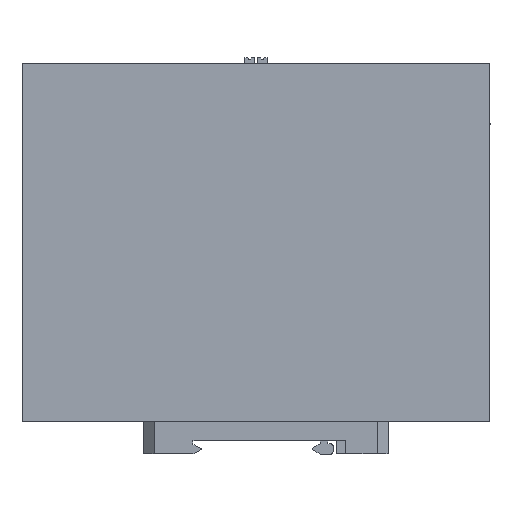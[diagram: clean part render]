
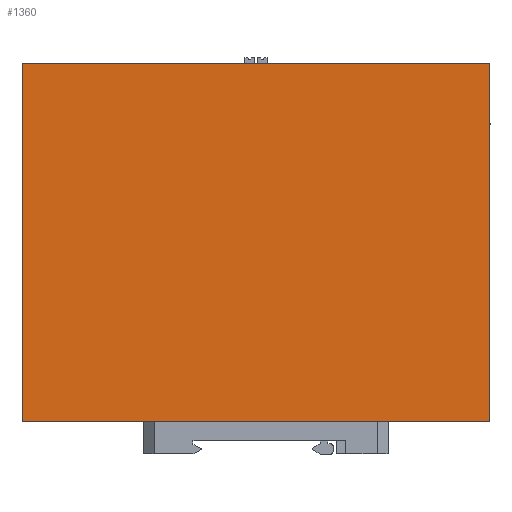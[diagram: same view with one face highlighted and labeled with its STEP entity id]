
A CAD part, left-side view. The second image highlights one B-rep face of the part: STEP entity #1360.
In plain terms, the highlighted planar face has unit normal (-1, 0, 0).
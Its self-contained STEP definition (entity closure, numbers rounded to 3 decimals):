
#1325=AXIS2_PLACEMENT_3D('Plane Axis2P3D',#1322,#1323,#1324) ;
#113=CARTESIAN_POINT('Vertex',(0.,130.,108.55)) ;
#127=CARTESIAN_POINT('Vertex',(0.,130.,9.1)) ;
#130=CARTESIAN_POINT('Line Origine',(0.,130.,58.825)) ;
#1322=CARTESIAN_POINT('Axis2P3D Location',(0.,65.,58.6)) ;
#1327=CARTESIAN_POINT('Line Origine',(0.,0.,58.85)) ;
#1331=CARTESIAN_POINT('Vertex',(0.,0.,9.1)) ;
#1333=CARTESIAN_POINT('Vertex',(0.,0.,108.6)) ;
#1336=CARTESIAN_POINT('Line Origine',(0.,65.,108.6)) ;
#1340=CARTESIAN_POINT('Vertex',(0.,130.,108.6)) ;
#1343=CARTESIAN_POINT('Line Origine',(0.,130.,108.575)) ;
#1348=CARTESIAN_POINT('Line Origine',(0.,65.,9.1)) ;
#131=DIRECTION('Vector Direction',(0.,0.,-1.)) ;
#1323=DIRECTION('Axis2P3D Direction',(-1.,0.,0.)) ;
#1324=DIRECTION('Axis2P3D XDirection',(0.,0.,-1.)) ;
#1328=DIRECTION('Vector Direction',(0.,0.,-1.)) ;
#1337=DIRECTION('Vector Direction',(0.,1.,0.)) ;
#1344=DIRECTION('Vector Direction',(0.,0.,-1.)) ;
#1349=DIRECTION('Vector Direction',(0.,1.,0.)) ;
#132=VECTOR('Line Direction',#131,1.) ;
#1329=VECTOR('Line Direction',#1328,1.) ;
#1338=VECTOR('Line Direction',#1337,1.) ;
#1345=VECTOR('Line Direction',#1344,1.) ;
#1350=VECTOR('Line Direction',#1349,1.) ;
#1354=ORIENTED_EDGE('',*,*,#1335,.T.) ;
#1355=ORIENTED_EDGE('',*,*,#1342,.T.) ;
#1356=ORIENTED_EDGE('',*,*,#1347,.T.) ;
#1357=ORIENTED_EDGE('',*,*,#134,.T.) ;
#1358=ORIENTED_EDGE('',*,*,#1352,.T.) ;
#1360=ADVANCED_FACE('PRO ECO',(#1359),#1326,.T.) ;
#134=EDGE_CURVE('',#114,#128,#133,.T.) ;
#1335=EDGE_CURVE('',#1332,#1334,#1330,.F.) ;
#1342=EDGE_CURVE('',#1334,#1341,#1339,.T.) ;
#1347=EDGE_CURVE('',#1341,#114,#1346,.T.) ;
#1352=EDGE_CURVE('',#128,#1332,#1351,.F.) ;
#1353=EDGE_LOOP('',(#1354,#1355,#1356,#1357,#1358)) ;
#1359=FACE_OUTER_BOUND('',#1353,.T.) ;
#133=LINE('Line',#130,#132) ;
#1330=LINE('Line',#1327,#1329) ;
#1339=LINE('Line',#1336,#1338) ;
#1346=LINE('Line',#1343,#1345) ;
#1351=LINE('Line',#1348,#1350) ;
#1326=PLANE('',#1325) ;
#114=VERTEX_POINT('',#113) ;
#128=VERTEX_POINT('',#127) ;
#1332=VERTEX_POINT('',#1331) ;
#1334=VERTEX_POINT('',#1333) ;
#1341=VERTEX_POINT('',#1340) ;
